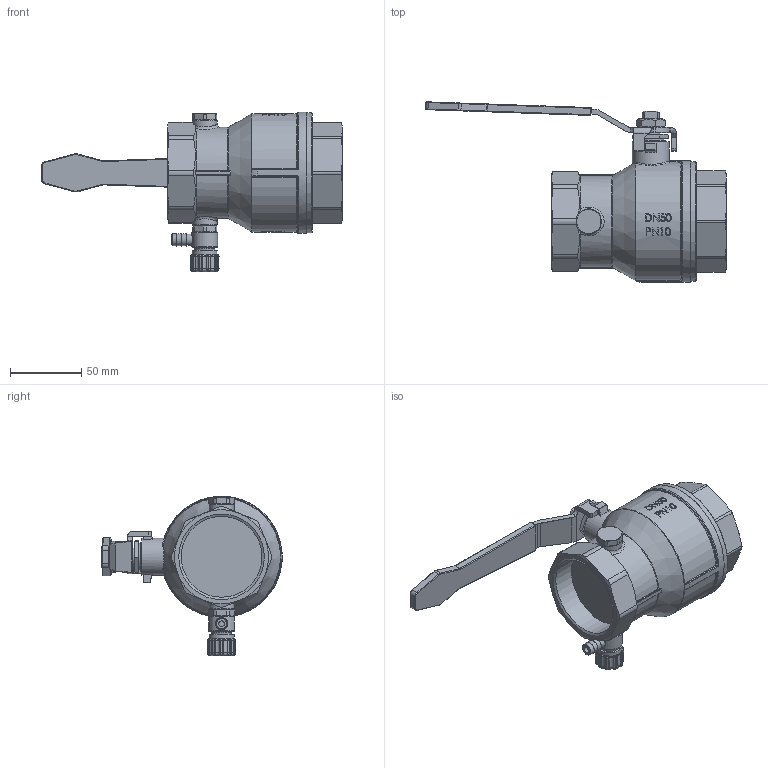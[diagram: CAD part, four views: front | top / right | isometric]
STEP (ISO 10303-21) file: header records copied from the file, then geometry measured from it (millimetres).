
FILE_DESCRIPTION (( 'STEP AP214' ), '1' );
FILE_NAME ('DVGW-200-W0E-4 Kugelhahn Entleerventil 2205.STEP', '2022-05-18T10:03:42', ( '' ), ( '' ), 'SwSTEP 2.0', 'SolidWorks 2019', '' );
FILE_SCHEMA (( 'AUTOMOTIVE_DESIGN' ));
Length unit declared in the file: millimetre
Products named in the file (1): DVGW-200-W0E-4 Kugelhahn Entleerventil 2205
Bounding box: 210.9 x 126.44 x 111.87 mm (x, y, z)
Volume: 477587.3 mm3; surface area: 61530.4 mm2
Topology: 1 solids, 1 shells, 831 faces, 2045 edges, 1231 vertices
Faces by surface type: plane 257, bspline 201, cylinder 200, cone 72, torus 69, sphere 32
Full cylindrical faces by diameter (mm): 8 x1, 11.764 x1, 12 x1, 13 x1, 13.6 x1, 14.05 x1, 14.2 x1, 14.3 x1, 17.5 x3, 18 x1, 18.839 x1, 20 x1, 26 x1, 56.656 x2, 84 x1, 85 x1
Entity records: 38747 total; most frequent: CARTESIAN_POINT 16758, ORIENTED_EDGE 3856, DIRECTION 3061, EDGE_CURVE 1928, VERTEX_POINT 1202, AXIS2_PLACEMENT_3D 1180, EDGE_LOOP 932, FACE_OUTER_BOUND 859
